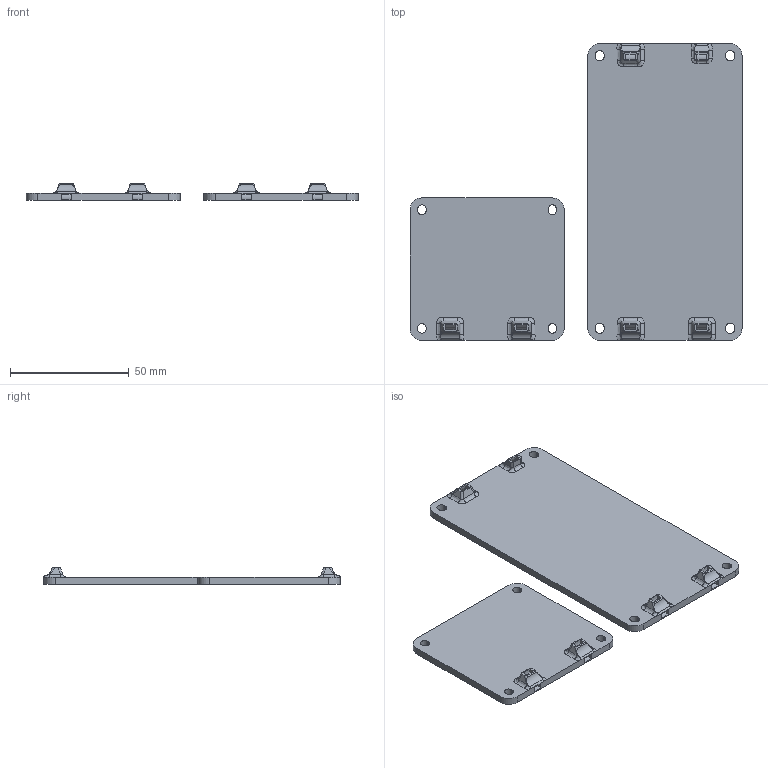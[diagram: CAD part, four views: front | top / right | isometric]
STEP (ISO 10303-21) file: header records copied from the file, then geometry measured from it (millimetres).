
FILE_DESCRIPTION(/* description */ (''),/* implementation_level */ '2;1');
FILE_NAME(/* name */ 'Lower Tray - Template - Zip Ties.step',/* time_stamp */ '2024-03-08T09:14:26-06:00',/* author */ (''),/* organization */ (''),/* preprocessor_version */ 'ST-DEVELOPER v20',/* originating_system */ 'Autodesk Translation Framework v12.20.1.177',/* authorisation */ '');
FILE_SCHEMA (('AUTOMOTIVE_DESIGN { 1 0 10303 214 3 1 1 }'));
Length unit declared in the file: millimetre
Products named in the file (3): Lower Tray - Template V1 - Zip Ties; Small Template; Large Template
Assembly tree (2 placements, depth 2):
  Lower Tray - Template V1 - Zip Ties
    Small Template
    Large Template
Bounding box: 140 x 125 x 7 mm (x, y, z)
Volume: 36146.6 mm3; surface area: 26798.8 mm2
Topology: 2 solids, 2 shells, 224 faces, 600 edges, 384 vertices
Faces by surface type: plane 104, bspline 78, cylinder 42
Entity records: 12087 total; most frequent: CARTESIAN_POINT 7038, ORIENTED_EDGE 1200, DIRECTION 722, EDGE_CURVE 600, VERTEX_POINT 384, LINE 276, VECTOR 276, EDGE_LOOP 256
